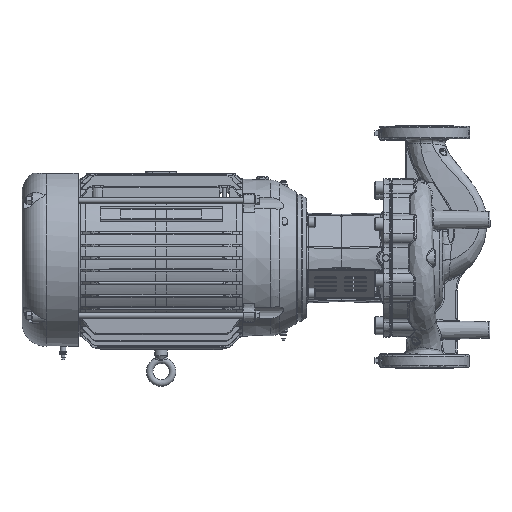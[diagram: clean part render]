
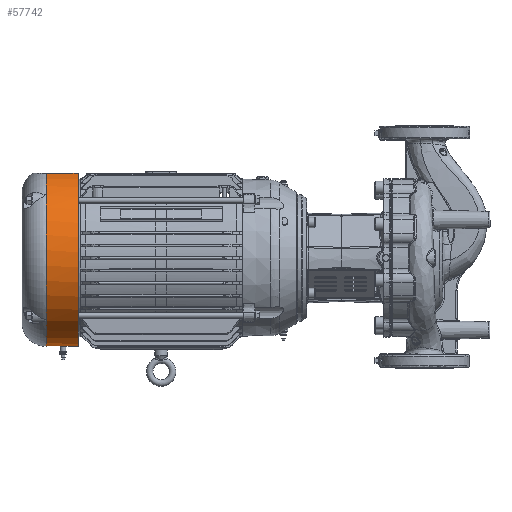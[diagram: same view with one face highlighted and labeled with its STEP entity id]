
A CAD part, left-side view. The second image highlights one B-rep face of the part: STEP entity #57742.
In plain terms, the highlighted cylindrical face has radius 162.306 mm (diameter 324.612 mm), a partial arc.
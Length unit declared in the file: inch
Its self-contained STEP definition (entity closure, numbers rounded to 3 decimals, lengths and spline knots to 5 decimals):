
#4675=CIRCLE('',#62442,6.39);
#4676=CIRCLE('',#62443,6.39);
#4677=CIRCLE('',#62444,6.39);
#4678=CIRCLE('',#62445,6.39);
#4679=CIRCLE('',#62446,6.39);
#4680=CIRCLE('',#62447,6.39);
#4681=CIRCLE('',#62448,6.39);
#5765=CYLINDRICAL_SURFACE('',#62441,6.39);
#6605=FACE_BOUND('',#12260,.T.);
#9068=FACE_OUTER_BOUND('',#12259,.T.);
#12259=EDGE_LOOP('',(#48418,#48419,#48420,#48421,#48422,#48423,#48424,#48425,
#48426));
#12260=EDGE_LOOP('',(#48427,#48428));
#15258=LINE('',#191731,#18178);
#15259=LINE('',#191769,#18179);
#18178=VECTOR('',#73812,39.37008);
#18179=VECTOR('',#73813,39.37008);
#20993=B_SPLINE_CURVE_WITH_KNOTS('',3,(#191842,#191843,#191844,#191845,
#191846,#191847,#191848,#191849,#191850,#191851,#191852,#191853,#191854,
#191855,#191856,#191857,#191858,#191859),.UNSPECIFIED.,.F.,.F.,(4,2,2,2,
2,2,2,2,4),(-3.1002,-2.90644,-2.71268,-2.51892,
-2.32515,-2.13139,-1.93763,-1.74386,
-1.5501),.UNSPECIFIED.);
#20994=B_SPLINE_CURVE_WITH_KNOTS('',3,(#191860,#191861,#191862,#191863,
#191864,#191865,#191866,#191867,#191868,#191869,#191870,#191871,#191872,
#191873,#191874,#191875,#191876,#191877),.UNSPECIFIED.,.F.,.F.,(4,2,2,2,
2,2,2,2,4),(-1.5501,-1.35634,-1.16258,-0.96881,
-0.77505,-0.58129,-0.38753,-0.19376,
0.),.UNSPECIFIED.);
#25889=VERTEX_POINT('',#191729);
#25890=VERTEX_POINT('',#191730);
#25891=VERTEX_POINT('',#191732);
#25892=VERTEX_POINT('',#191768);
#25894=VERTEX_POINT('',#191773);
#25897=VERTEX_POINT('',#191794);
#25900=VERTEX_POINT('',#191815);
#25904=VERTEX_POINT('',#191839);
#25905=VERTEX_POINT('',#191841);
#25906=VERTEX_POINT('',#191883);
#25907=VERTEX_POINT('',#191885);
#34133=EDGE_CURVE('',#25889,#25890,#15258,.T.);
#34135=EDGE_CURVE('',#25891,#25892,#15259,.T.);
#34149=EDGE_CURVE('',#25905,#25904,#20993,.T.);
#34150=EDGE_CURVE('',#25904,#25905,#20994,.T.);
#34151=EDGE_CURVE('',#25892,#25889,#4675,.T.);
#34152=EDGE_CURVE('',#25891,#25900,#4676,.T.);
#34153=EDGE_CURVE('',#25900,#25897,#4677,.T.);
#34154=EDGE_CURVE('',#25897,#25894,#4678,.T.);
#34155=EDGE_CURVE('',#25894,#25906,#4679,.T.);
#34156=EDGE_CURVE('',#25906,#25907,#4680,.T.);
#34157=EDGE_CURVE('',#25907,#25890,#4681,.T.);
#48418=ORIENTED_EDGE('',*,*,#34133,.F.);
#48419=ORIENTED_EDGE('',*,*,#34151,.F.);
#48420=ORIENTED_EDGE('',*,*,#34135,.F.);
#48421=ORIENTED_EDGE('',*,*,#34152,.T.);
#48422=ORIENTED_EDGE('',*,*,#34153,.T.);
#48423=ORIENTED_EDGE('',*,*,#34154,.T.);
#48424=ORIENTED_EDGE('',*,*,#34155,.T.);
#48425=ORIENTED_EDGE('',*,*,#34156,.T.);
#48426=ORIENTED_EDGE('',*,*,#34157,.T.);
#48427=ORIENTED_EDGE('',*,*,#34149,.T.);
#48428=ORIENTED_EDGE('',*,*,#34150,.T.);
#57742=ADVANCED_FACE('',(#9068,#6605),#5765,.T.);
#62441=AXIS2_PLACEMENT_3D('',#191878,#73834,#73835);
#62442=AXIS2_PLACEMENT_3D('',#191879,#73836,#73837);
#62443=AXIS2_PLACEMENT_3D('',#191880,#73838,#73839);
#62444=AXIS2_PLACEMENT_3D('',#191881,#73840,#73841);
#62445=AXIS2_PLACEMENT_3D('',#191882,#73842,#73843);
#62446=AXIS2_PLACEMENT_3D('',#191884,#73844,#73845);
#62447=AXIS2_PLACEMENT_3D('',#191886,#73846,#73847);
#62448=AXIS2_PLACEMENT_3D('',#191887,#73848,#73849);
#73812=DIRECTION('',(0.,1.,0.));
#73813=DIRECTION('',(0.,-1.,0.));
#73834=DIRECTION('center_axis',(0.,-1.,0.));
#73835=DIRECTION('ref_axis',(0.,0.,
-1.));
#73836=DIRECTION('center_axis',(0.,-1.,0.));
#73837=DIRECTION('ref_axis',(-1.,0.,0.));
#73838=DIRECTION('center_axis',(0.,-1.,0.));
#73839=DIRECTION('ref_axis',(-1.,0.,0.));
#73840=DIRECTION('center_axis',(0.,-1.,0.));
#73841=DIRECTION('ref_axis',(-1.,0.,0.));
#73842=DIRECTION('center_axis',(0.,-1.,0.));
#73843=DIRECTION('ref_axis',(-1.,0.,0.));
#73844=DIRECTION('center_axis',(0.,-1.,0.));
#73845=DIRECTION('ref_axis',(-1.,0.,0.));
#73846=DIRECTION('center_axis',(0.,-1.,0.));
#73847=DIRECTION('ref_axis',(-1.,0.,0.));
#73848=DIRECTION('center_axis',(0.,-1.,0.));
#73849=DIRECTION('ref_axis',(-1.,0.,0.));
#191729=CARTESIAN_POINT('',(1.90318,22.6003,6.1));
#191730=CARTESIAN_POINT('',(1.90318,24.9003,6.1));
#191731=CARTESIAN_POINT('',(1.90318,44.72395,6.1));
#191732=CARTESIAN_POINT('',(-1.90318,24.9003,6.1));
#191768=CARTESIAN_POINT('',(-1.90318,22.6003,6.1));
#191769=CARTESIAN_POINT('',(-1.90318,44.72395,6.1));
#191773=CARTESIAN_POINT('',(4.51841,24.9003,-4.51841));
#191794=CARTESIAN_POINT('',(-4.51841,24.9003,-4.51841));
#191815=CARTESIAN_POINT('',(-4.51841,24.9003,4.51841));
#191839=CARTESIAN_POINT('',(-0.2025,23.67817,-6.38679));
#191841=CARTESIAN_POINT('',(0.2025,23.67817,-6.38679));
#191842=CARTESIAN_POINT('Ctrl Pts',(0.2025,23.67817,
-6.38679));
#191843=CARTESIAN_POINT('Ctrl Pts',(0.2025,23.7036,
-6.38679));
#191844=CARTESIAN_POINT('Ctrl Pts',(0.19742,23.73072,
-6.38696));
#191845=CARTESIAN_POINT('Ctrl Pts',(0.17675,23.78061,
-6.38756));
#191846=CARTESIAN_POINT('Ctrl Pts',(0.16117,23.80338,
-6.38799));
#191847=CARTESIAN_POINT('Ctrl Pts',(0.12521,23.83934,
-6.3888));
#191848=CARTESIAN_POINT('Ctrl Pts',(0.10244,23.85492,
-6.38923));
#191849=CARTESIAN_POINT('Ctrl Pts',(0.05255,23.87559,
-6.38983));
#191850=CARTESIAN_POINT('Ctrl Pts',(0.02543,23.88067,
-6.39));
#191851=CARTESIAN_POINT('Ctrl Pts',(-0.02543,23.88067,
-6.39));
#191852=CARTESIAN_POINT('Ctrl Pts',(-0.05255,23.87559,
-6.38983));
#191853=CARTESIAN_POINT('Ctrl Pts',(-0.10244,23.85492,
-6.38923));
#191854=CARTESIAN_POINT('Ctrl Pts',(-0.12521,23.83934,
-6.3888));
#191855=CARTESIAN_POINT('Ctrl Pts',(-0.16117,23.80338,
-6.38799));
#191856=CARTESIAN_POINT('Ctrl Pts',(-0.17675,23.78061,
-6.38756));
#191857=CARTESIAN_POINT('Ctrl Pts',(-0.19742,23.73072,
-6.38696));
#191858=CARTESIAN_POINT('Ctrl Pts',(-0.2025,23.7036,
-6.38679));
#191859=CARTESIAN_POINT('Ctrl Pts',(-0.2025,23.67817,
-6.38679));
#191860=CARTESIAN_POINT('Ctrl Pts',(-0.2025,23.67817,
-6.38679));
#191861=CARTESIAN_POINT('Ctrl Pts',(-0.2025,23.65275,
-6.38679));
#191862=CARTESIAN_POINT('Ctrl Pts',(-0.19742,23.62562,
-6.38696));
#191863=CARTESIAN_POINT('Ctrl Pts',(-0.17675,23.57573,
-6.38756));
#191864=CARTESIAN_POINT('Ctrl Pts',(-0.16117,23.55296,
-6.38799));
#191865=CARTESIAN_POINT('Ctrl Pts',(-0.12521,23.51701,
-6.3888));
#191866=CARTESIAN_POINT('Ctrl Pts',(-0.10244,23.50142,
-6.38923));
#191867=CARTESIAN_POINT('Ctrl Pts',(-0.05255,23.48076,
-6.38983));
#191868=CARTESIAN_POINT('Ctrl Pts',(-0.02543,23.47567,
-6.39));
#191869=CARTESIAN_POINT('Ctrl Pts',(0.02543,23.47567,
-6.39));
#191870=CARTESIAN_POINT('Ctrl Pts',(0.05255,23.48076,
-6.38983));
#191871=CARTESIAN_POINT('Ctrl Pts',(0.10244,23.50142,
-6.38923));
#191872=CARTESIAN_POINT('Ctrl Pts',(0.12521,23.51701,
-6.3888));
#191873=CARTESIAN_POINT('Ctrl Pts',(0.16117,23.55296,
-6.38799));
#191874=CARTESIAN_POINT('Ctrl Pts',(0.17675,23.57573,-6.38756));
#191875=CARTESIAN_POINT('Ctrl Pts',(0.19742,23.62562,
-6.38696));
#191876=CARTESIAN_POINT('Ctrl Pts',(0.2025,23.65275,
-6.38679));
#191877=CARTESIAN_POINT('Ctrl Pts',(0.2025,23.67817,
-6.38679));
#191878=CARTESIAN_POINT('Origin',(0.,44.72395,
0.));
#191879=CARTESIAN_POINT('Origin',(0.,22.6003,
0.));
#191880=CARTESIAN_POINT('Origin',(0.,24.9003,
0.));
#191881=CARTESIAN_POINT('Origin',(0.,24.9003,
0.));
#191882=CARTESIAN_POINT('Origin',(0.,24.9003,
0.));
#191883=CARTESIAN_POINT('',(6.39,24.9003,0.));
#191884=CARTESIAN_POINT('Origin',(0.,24.9003,
0.));
#191885=CARTESIAN_POINT('',(4.51841,24.9003,4.51841));
#191886=CARTESIAN_POINT('Origin',(0.,24.9003,
0.));
#191887=CARTESIAN_POINT('Origin',(0.,24.9003,
0.));
